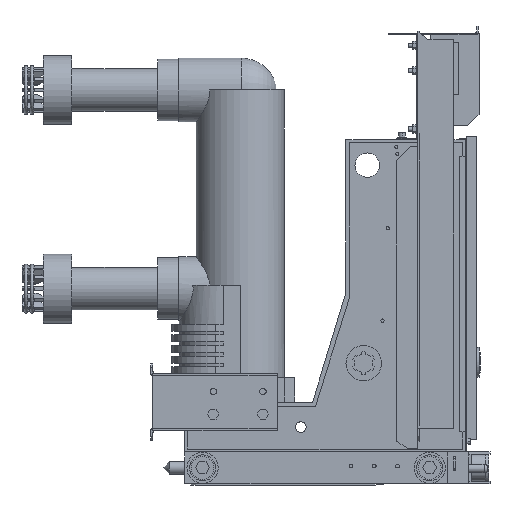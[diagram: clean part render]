
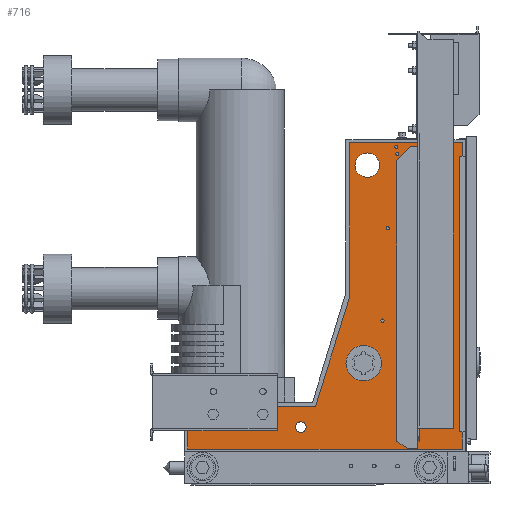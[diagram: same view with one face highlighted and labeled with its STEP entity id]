
A CAD part, front view. The second image highlights one B-rep face of the part: STEP entity #716.
In plain terms, the highlighted planar face has unit normal (0, -1, 0).
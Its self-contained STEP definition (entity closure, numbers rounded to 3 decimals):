
#716=ADVANCED_FACE('',(#27174,#27176,#27178,#27180,#27182,#27184,#27186,#27188,#27190),
#27192,.T.);
#27174=FACE_BOUND('',#27175,.T.);
#27175=EDGE_LOOP('',(#54504,#54505,#54506,#54507,#54508,#54509,#54510));
#27176=FACE_BOUND('',#27177,.T.);
#27177=EDGE_LOOP('',(#54511));
#27178=FACE_BOUND('',#27179,.T.);
#27179=EDGE_LOOP('',(#54512,#54513,#54514,#54515,#54516,#54517));
#27180=FACE_BOUND('',#27181,.T.);
#27181=EDGE_LOOP('',(#54518));
#27182=FACE_BOUND('',#27183,.T.);
#27183=EDGE_LOOP('',(#54519));
#27184=FACE_BOUND('',#27185,.T.);
#27185=EDGE_LOOP('',(#54520));
#27186=FACE_BOUND('',#27187,.T.);
#27187=EDGE_LOOP('',(#54521));
#27188=FACE_BOUND('',#27189,.T.);
#27189=EDGE_LOOP('',(#54522));
#27190=FACE_BOUND('',#27191,.T.);
#27191=EDGE_LOOP('',(#54523));
#27192=PLANE('',#27193);
#27193=AXIS2_PLACEMENT_3D('',#27194,#27195,#27196);
#27194=CARTESIAN_POINT('',(0.,-258.,0.));
#27195=DIRECTION('',(0.,-1.,0.));
#27196=DIRECTION('',(1.,0.,0.));
#54504=ORIENTED_EDGE('',*,*,#79012,.T.);
#54505=ORIENTED_EDGE('',*,*,#79010,.T.);
#54506=ORIENTED_EDGE('',*,*,#79008,.T.);
#54507=ORIENTED_EDGE('',*,*,#79006,.T.);
#54508=ORIENTED_EDGE('',*,*,#79004,.T.);
#54509=ORIENTED_EDGE('',*,*,#79002,.T.);
#54510=ORIENTED_EDGE('',*,*,#79000,.T.);
#54511=ORIENTED_EDGE('',*,*,#79093,.F.);
#54512=ORIENTED_EDGE('',*,*,#79094,.F.);
#54513=ORIENTED_EDGE('',*,*,#79095,.F.);
#54514=ORIENTED_EDGE('',*,*,#79096,.F.);
#54515=ORIENTED_EDGE('',*,*,#79097,.F.);
#54516=ORIENTED_EDGE('',*,*,#79098,.F.);
#54517=ORIENTED_EDGE('',*,*,#79099,.F.);
#54518=ORIENTED_EDGE('',*,*,#79100,.T.);
#54519=ORIENTED_EDGE('',*,*,#79101,.T.);
#54520=ORIENTED_EDGE('',*,*,#79102,.T.);
#54521=ORIENTED_EDGE('',*,*,#79103,.T.);
#54522=ORIENTED_EDGE('',*,*,#79104,.T.);
#54523=ORIENTED_EDGE('',*,*,#79105,.T.);
#79000=EDGE_CURVE('',#89251,#89249,#89252,.T.);
#79002=EDGE_CURVE('',#89254,#89251,#89255,.T.);
#79004=EDGE_CURVE('',#89257,#89254,#89258,.T.);
#79006=EDGE_CURVE('',#89260,#89257,#89261,.T.);
#79008=EDGE_CURVE('',#89263,#89260,#89264,.T.);
#79010=EDGE_CURVE('',#89266,#89263,#89267,.T.);
#79012=EDGE_CURVE('',#89249,#89266,#89269,.T.);
#79093=EDGE_CURVE('',#89404,#89404,#89405,.F.);
#79094=EDGE_CURVE('',#89406,#89407,#89408,.F.);
#79095=EDGE_CURVE('',#89409,#89406,#89410,.F.);
#79096=EDGE_CURVE('',#89411,#89409,#89412,.F.);
#79097=EDGE_CURVE('',#89413,#89411,#89414,.F.);
#79098=EDGE_CURVE('',#89415,#89413,#89416,.F.);
#79099=EDGE_CURVE('',#89407,#89415,#89417,.F.);
#79100=EDGE_CURVE('',#89418,#89418,#89419,.F.);
#79101=EDGE_CURVE('',#89420,#89420,#89421,.F.);
#79102=EDGE_CURVE('',#89422,#89422,#89423,.F.);
#79103=EDGE_CURVE('',#89424,#89424,#89425,.F.);
#79104=EDGE_CURVE('',#89426,#89426,#89427,.F.);
#79105=EDGE_CURVE('',#89428,#89428,#89429,.F.);
#89249=VERTEX_POINT('',#106442);
#89251=VERTEX_POINT('',#106446);
#89252=LINE('',#106447,#106448);
#89254=VERTEX_POINT('',#106453);
#89255=LINE('',#106454,#106455);
#89257=VERTEX_POINT('',#106460);
#89258=LINE('',#106461,#106462);
#89260=VERTEX_POINT('',#106467);
#89261=LINE('',#106468,#106469);
#89263=VERTEX_POINT('',#106474);
#89264=LINE('',#106475,#106476);
#89266=VERTEX_POINT('',#106481);
#89267=LINE('',#106482,#106483);
#89269=LINE('',#106488,#106489);
#89404=VERTEX_POINT('',#106785);
#89405=CIRCLE('',#106786,25.);
#89406=VERTEX_POINT('',#106790);
#89407=VERTEX_POINT('',#106791);
#89408=LINE('',#106792,#106793);
#89409=VERTEX_POINT('',#106795);
#89410=LINE('',#106796,#106797);
#89411=VERTEX_POINT('',#106799);
#89412=LINE('',#106800,#106801);
#89413=VERTEX_POINT('',#106803);
#89414=LINE('',#106804,#106805);
#89415=VERTEX_POINT('',#106807);
#89416=LINE('',#106808,#106809);
#89417=LINE('',#106811,#106812);
#89418=VERTEX_POINT('',#106814);
#89419=CIRCLE('',#106815,2.25);
#89420=VERTEX_POINT('',#106819);
#89421=CIRCLE('',#106820,2.25);
#89422=VERTEX_POINT('',#106824);
#89423=CIRCLE('',#106825,2.25);
#89424=VERTEX_POINT('',#106829);
#89425=CIRCLE('',#106830,2.25);
#89426=VERTEX_POINT('',#106834);
#89427=CIRCLE('',#106835,7.5);
#89428=VERTEX_POINT('',#106839);
#89429=CIRCLE('',#106840,17.25);
#106442=CARTESIAN_POINT('',(-162.5,-258.,436.));
#106446=CARTESIAN_POINT('',(-4.,-258.,436.));
#106447=CARTESIAN_POINT('',(-4.,-258.,436.));
#106448=VECTOR('',#106449,1.);
#106449=DIRECTION('',(-1.,0.,0.));
#106453=CARTESIAN_POINT('',(-4.,-258.,4.));
#106454=CARTESIAN_POINT('',(-4.,-258.,4.));
#106455=VECTOR('',#106456,1.);
#106456=DIRECTION('',(0.,0.,1.));
#106460=CARTESIAN_POINT('',(-391.,-258.,4.));
#106461=CARTESIAN_POINT('',(-391.,-258.,4.));
#106462=VECTOR('',#106463,1.);
#106463=DIRECTION('',(1.,0.,0.));
#106467=CARTESIAN_POINT('',(-391.,-258.,64.));
#106468=CARTESIAN_POINT('',(-391.,-258.,64.));
#106469=VECTOR('',#106470,1.);
#106470=DIRECTION('',(0.,0.,-1.));
#106474=CARTESIAN_POINT('',(-211.,-258.,64.));
#106475=CARTESIAN_POINT('',(-211.,-258.,64.));
#106476=VECTOR('',#106477,1.);
#106477=DIRECTION('',(-1.,0.,0.));
#106481=CARTESIAN_POINT('',(-162.5,-258.,219.));
#106482=CARTESIAN_POINT('',(-162.5,-258.,219.));
#106483=VECTOR('',#106484,1.);
#106484=DIRECTION('',(-0.299,0.,-0.954));
#106488=CARTESIAN_POINT('',(-162.5,-258.,436.));
#106489=VECTOR('',#106490,1.);
#106490=DIRECTION('',(0.,0.,-1.));
#106785=CARTESIAN_POINT('',(-168.,-258.,125.));
#106786=AXIS2_PLACEMENT_3D('',#106787,#106788,#106789);
#106787=CARTESIAN_POINT('',(-143.,-258.,125.));
#106788=DIRECTION('',(0.,1.,0.));
#106789=DIRECTION('',(-1.,0.,0.));
#106790=CARTESIAN_POINT('',(-66.5,-258.,430.));
#106791=CARTESIAN_POINT('',(-76.5,-258.,430.));
#106792=CARTESIAN_POINT('',(-76.5,-258.,430.));
#106793=VECTOR('',#106794,1.);
#106794=DIRECTION('',(1.,0.,0.));
#106795=CARTESIAN_POINT('',(-66.5,-258.,5.));
#106796=CARTESIAN_POINT('',(-66.5,-258.,430.));
#106797=VECTOR('',#106798,1.);
#106798=DIRECTION('',(0.,0.,-1.));
#106799=CARTESIAN_POINT('',(-81.5,-258.,5.));
#106800=CARTESIAN_POINT('',(-66.5,-258.,5.));
#106801=VECTOR('',#106802,1.);
#106802=DIRECTION('',(-1.,0.,0.));
#106803=CARTESIAN_POINT('',(-96.5,-258.,15.));
#106804=CARTESIAN_POINT('',(-81.5,-258.,5.));
#106805=VECTOR('',#106806,1.);
#106806=DIRECTION('',(-0.832,0.,0.555));
#106807=CARTESIAN_POINT('',(-96.5,-258.,410.));
#106808=CARTESIAN_POINT('',(-96.5,-258.,15.));
#106809=VECTOR('',#106810,1.);
#106810=DIRECTION('',(0.,0.,1.));
#106811=CARTESIAN_POINT('',(-96.5,-258.,410.));
#106812=VECTOR('',#106813,1.);
#106813=DIRECTION('',(0.707,0.,0.707));
#106814=CARTESIAN_POINT('',(-106.75,-258.,315.));
#106815=AXIS2_PLACEMENT_3D('',#106816,#106817,#106818);
#106816=CARTESIAN_POINT('',(-109.,-258.,315.));
#106817=DIRECTION('',(0.,-1.,0.));
#106818=DIRECTION('',(1.,0.,0.));
#106819=CARTESIAN_POINT('',(-114.25,-258.,185.));
#106820=AXIS2_PLACEMENT_3D('',#106821,#106822,#106823);
#106821=CARTESIAN_POINT('',(-116.5,-258.,185.));
#106822=DIRECTION('',(0.,-1.,0.));
#106823=DIRECTION('',(1.,0.,0.));
#106824=CARTESIAN_POINT('',(-93.25,-258.,420.));
#106825=AXIS2_PLACEMENT_3D('',#106826,#106827,#106828);
#106826=CARTESIAN_POINT('',(-95.5,-258.,420.));
#106827=DIRECTION('',(0.,-1.,0.));
#106828=DIRECTION('',(1.,0.,0.));
#106829=CARTESIAN_POINT('',(-94.75,-258.,430.));
#106830=AXIS2_PLACEMENT_3D('',#106831,#106832,#106833);
#106831=CARTESIAN_POINT('',(-97.,-258.,430.));
#106832=DIRECTION('',(0.,-1.,0.));
#106833=DIRECTION('',(1.,0.,0.));
#106834=CARTESIAN_POINT('',(-224.,-258.,35.));
#106835=AXIS2_PLACEMENT_3D('',#106836,#106837,#106838);
#106836=CARTESIAN_POINT('',(-231.5,-258.,35.));
#106837=DIRECTION('',(0.,-1.,0.));
#106838=DIRECTION('',(1.,0.,0.));
#106839=CARTESIAN_POINT('',(-120.75,-258.,404.));
#106840=AXIS2_PLACEMENT_3D('',#106841,#106842,#106843);
#106841=CARTESIAN_POINT('',(-138.,-258.,404.));
#106842=DIRECTION('',(0.,-1.,0.));
#106843=DIRECTION('',(1.,0.,0.));
